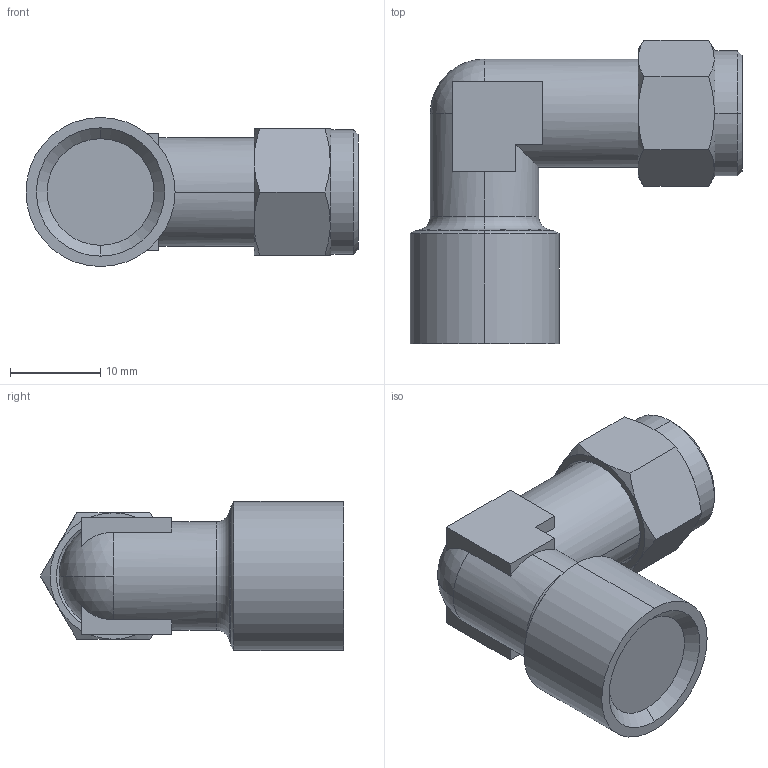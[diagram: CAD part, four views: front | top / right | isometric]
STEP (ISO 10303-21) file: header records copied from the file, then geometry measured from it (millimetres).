
FILE_DESCRIPTION (( 'STEP AP214' ), '1' );
FILE_NAME ('1029000005.step', '2013-02-25T17:14:35', ( '' ), ( '' ), 'SwSTEP 2.0', 'SolidWorks 2012', '' );
FILE_SCHEMA (( 'AUTOMOTIVE_DESIGN' ));
Length unit declared in the file: millimetre
Products named in the file (1): 1029000005
Bounding box: 36.75 x 33.58 x 16.5 mm (x, y, z)
Volume: 7826.3 mm3; surface area: 2955.2 mm2
Topology: 1 solids, 3 shells, 68 faces, 152 edges, 93 vertices
Faces by surface type: plane 27, cone 23, cylinder 12, torus 4, sphere 2
Entity records: 2033 total; most frequent: CARTESIAN_POINT 502, DIRECTION 321, ORIENTED_EDGE 304, EDGE_CURVE 152, AXIS2_PLACEMENT_3D 130, VERTEX_POINT 93, EDGE_LOOP 71, ADVANCED_FACE 68
